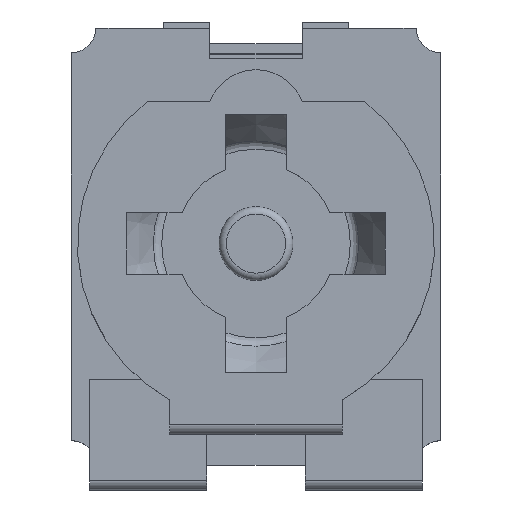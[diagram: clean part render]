
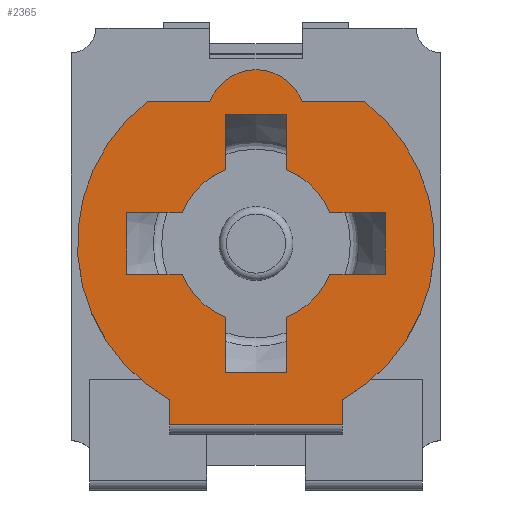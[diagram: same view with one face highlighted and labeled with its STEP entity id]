
A CAD part, top view. The second image highlights one B-rep face of the part: STEP entity #2365.
In plain terms, the highlighted planar face has unit normal (0, 0, 1).
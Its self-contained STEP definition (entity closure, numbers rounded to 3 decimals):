
#1981 = EDGE_CURVE('',#1982,#1984,#1986,.T.);
#1982 = VERTEX_POINT('',#1983);
#1983 = CARTESIAN_POINT('',(-0.6,-0.25,0.72));
#1984 = VERTEX_POINT('',#1985);
#1985 = CARTESIAN_POINT('',(-0.25,-0.6,0.72));
#1986 = CIRCLE('',#1987,0.65);
#1987 = AXIS2_PLACEMENT_3D('',#1988,#1989,#1990);
#1988 = CARTESIAN_POINT('',(0.,0.,0.72)
  );
#1989 = DIRECTION('',(0.,0.,1.));
#1990 = DIRECTION('',(1.,0.,0.));
#2013 = EDGE_CURVE('',#2014,#1984,#2016,.T.);
#2014 = VERTEX_POINT('',#2015);
#2015 = CARTESIAN_POINT('',(-0.25,-1.05,0.72));
#2016 = LINE('',#2017,#2018);
#2017 = CARTESIAN_POINT('',(-0.25,-1.05,0.72));
#2018 = VECTOR('',#2019,1.);
#2019 = DIRECTION('',(0.,1.,0.));
#2037 = EDGE_CURVE('',#2038,#2014,#2040,.T.);
#2038 = VERTEX_POINT('',#2039);
#2039 = CARTESIAN_POINT('',(0.25,-1.05,0.72));
#2040 = LINE('',#2041,#2042);
#2041 = CARTESIAN_POINT('',(0.25,-1.05,0.72));
#2042 = VECTOR('',#2043,1.);
#2043 = DIRECTION('',(-1.,0.,0.));
#2061 = EDGE_CURVE('',#2062,#2038,#2064,.T.);
#2062 = VERTEX_POINT('',#2063);
#2063 = CARTESIAN_POINT('',(0.25,-0.6,0.72));
#2064 = LINE('',#2065,#2066);
#2065 = CARTESIAN_POINT('',(0.25,-0.6,0.72));
#2066 = VECTOR('',#2067,1.);
#2067 = DIRECTION('',(0.,-1.,0.));
#2085 = EDGE_CURVE('',#2062,#2086,#2088,.T.);
#2086 = VERTEX_POINT('',#2087);
#2087 = CARTESIAN_POINT('',(0.6,-0.25,0.72));
#2088 = CIRCLE('',#2089,0.65);
#2089 = AXIS2_PLACEMENT_3D('',#2090,#2091,#2092);
#2090 = CARTESIAN_POINT('',(0.,0.,0.72)
  );
#2091 = DIRECTION('',(0.,0.,1.));
#2092 = DIRECTION('',(1.,0.,0.));
#2110 = EDGE_CURVE('',#2111,#2086,#2113,.T.);
#2111 = VERTEX_POINT('',#2112);
#2112 = CARTESIAN_POINT('',(1.05,-0.25,0.72));
#2113 = LINE('',#2114,#2115);
#2114 = CARTESIAN_POINT('',(1.05,-0.25,0.72));
#2115 = VECTOR('',#2116,1.);
#2116 = DIRECTION('',(-1.,0.,0.));
#2134 = EDGE_CURVE('',#2135,#2111,#2137,.T.);
#2135 = VERTEX_POINT('',#2136);
#2136 = CARTESIAN_POINT('',(1.05,0.25,0.72));
#2137 = LINE('',#2138,#2139);
#2138 = CARTESIAN_POINT('',(1.05,0.25,0.72));
#2139 = VECTOR('',#2140,1.);
#2140 = DIRECTION('',(0.,-1.,0.));
#2158 = EDGE_CURVE('',#2159,#2135,#2161,.T.);
#2159 = VERTEX_POINT('',#2160);
#2160 = CARTESIAN_POINT('',(0.6,0.25,0.72));
#2161 = LINE('',#2162,#2163);
#2162 = CARTESIAN_POINT('',(0.6,0.25,0.72));
#2163 = VECTOR('',#2164,1.);
#2164 = DIRECTION('',(1.,0.,0.));
#2182 = EDGE_CURVE('',#2159,#2183,#2185,.T.);
#2183 = VERTEX_POINT('',#2184);
#2184 = CARTESIAN_POINT('',(0.25,0.6,0.72));
#2185 = CIRCLE('',#2186,0.65);
#2186 = AXIS2_PLACEMENT_3D('',#2187,#2188,#2189);
#2187 = CARTESIAN_POINT('',(0.,0.,0.72)
  );
#2188 = DIRECTION('',(0.,0.,1.));
#2189 = DIRECTION('',(1.,0.,0.));
#2207 = EDGE_CURVE('',#2208,#2183,#2210,.T.);
#2208 = VERTEX_POINT('',#2209);
#2209 = CARTESIAN_POINT('',(0.25,1.05,0.72));
#2210 = LINE('',#2211,#2212);
#2211 = CARTESIAN_POINT('',(0.25,1.05,0.72));
#2212 = VECTOR('',#2213,1.);
#2213 = DIRECTION('',(0.,-1.,0.));
#2231 = EDGE_CURVE('',#2232,#2208,#2234,.T.);
#2232 = VERTEX_POINT('',#2233);
#2233 = CARTESIAN_POINT('',(-0.25,1.05,0.72));
#2234 = LINE('',#2235,#2236);
#2235 = CARTESIAN_POINT('',(-0.25,1.05,0.72));
#2236 = VECTOR('',#2237,1.);
#2237 = DIRECTION('',(1.,0.,0.));
#2255 = EDGE_CURVE('',#2256,#2232,#2258,.T.);
#2256 = VERTEX_POINT('',#2257);
#2257 = CARTESIAN_POINT('',(-0.25,0.6,0.72));
#2258 = LINE('',#2259,#2260);
#2259 = CARTESIAN_POINT('',(-0.25,0.6,0.72));
#2260 = VECTOR('',#2261,1.);
#2261 = DIRECTION('',(0.,1.,0.));
#2279 = EDGE_CURVE('',#2256,#2280,#2282,.T.);
#2280 = VERTEX_POINT('',#2281);
#2281 = CARTESIAN_POINT('',(-0.6,0.25,0.72));
#2282 = CIRCLE('',#2283,0.65);
#2283 = AXIS2_PLACEMENT_3D('',#2284,#2285,#2286);
#2284 = CARTESIAN_POINT('',(0.,0.,0.72)
  );
#2285 = DIRECTION('',(0.,0.,1.));
#2286 = DIRECTION('',(1.,0.,0.));
#2304 = EDGE_CURVE('',#2305,#2280,#2307,.T.);
#2305 = VERTEX_POINT('',#2306);
#2306 = CARTESIAN_POINT('',(-1.05,0.25,0.72));
#2307 = LINE('',#2308,#2309);
#2308 = CARTESIAN_POINT('',(-1.05,0.25,0.72));
#2309 = VECTOR('',#2310,1.);
#2310 = DIRECTION('',(1.,0.,0.));
#2328 = EDGE_CURVE('',#2329,#2305,#2331,.T.);
#2329 = VERTEX_POINT('',#2330);
#2330 = CARTESIAN_POINT('',(-1.05,-0.25,0.72));
#2331 = LINE('',#2332,#2333);
#2332 = CARTESIAN_POINT('',(-1.05,-0.25,0.72));
#2333 = VECTOR('',#2334,1.);
#2334 = DIRECTION('',(0.,1.,0.));
#2352 = EDGE_CURVE('',#1982,#2329,#2353,.T.);
#2353 = LINE('',#2354,#2355);
#2354 = CARTESIAN_POINT('',(-0.6,-0.25,0.72));
#2355 = VECTOR('',#2356,1.);
#2356 = DIRECTION('',(-1.,0.,0.));
#2365 = ADVANCED_FACE('',(#2366,#2435),#2453,.T.);
#2366 = FACE_BOUND('',#2367,.T.);
#2367 = EDGE_LOOP('',(#2368,#2378,#2386,#2394,#2403,#2411,#2420,#2428));
#2368 = ORIENTED_EDGE('',*,*,#2369,.F.);
#2369 = EDGE_CURVE('',#2370,#2372,#2374,.T.);
#2370 = VERTEX_POINT('',#2371);
#2371 = CARTESIAN_POINT('',(-0.7,-1.471,0.72));
#2372 = VERTEX_POINT('',#2373);
#2373 = CARTESIAN_POINT('',(-0.7,-1.27,0.72));
#2374 = LINE('',#2375,#2376);
#2375 = CARTESIAN_POINT('',(-0.7,-1.55,0.72));
#2376 = VECTOR('',#2377,1.);
#2377 = DIRECTION('',(0.,1.,0.));
#2378 = ORIENTED_EDGE('',*,*,#2379,.F.);
#2379 = EDGE_CURVE('',#2380,#2370,#2382,.T.);
#2380 = VERTEX_POINT('',#2381);
#2381 = CARTESIAN_POINT('',(0.7,-1.471,0.72));
#2382 = LINE('',#2383,#2384);
#2383 = CARTESIAN_POINT('',(0.7,-1.471,0.72));
#2384 = VECTOR('',#2385,1.);
#2385 = DIRECTION('',(-1.,0.,0.));
#2386 = ORIENTED_EDGE('',*,*,#2387,.F.);
#2387 = EDGE_CURVE('',#2388,#2380,#2390,.T.);
#2388 = VERTEX_POINT('',#2389);
#2389 = CARTESIAN_POINT('',(0.7,-1.27,0.72));
#2390 = LINE('',#2391,#2392);
#2391 = CARTESIAN_POINT('',(0.7,-1.27,0.72));
#2392 = VECTOR('',#2393,1.);
#2393 = DIRECTION('',(0.,-1.,0.));
#2394 = ORIENTED_EDGE('',*,*,#2395,.T.);
#2395 = EDGE_CURVE('',#2388,#2396,#2398,.T.);
#2396 = VERTEX_POINT('',#2397);
#2397 = CARTESIAN_POINT('',(0.883,1.15,0.72));
#2398 = CIRCLE('',#2399,1.45);
#2399 = AXIS2_PLACEMENT_3D('',#2400,#2401,#2402);
#2400 = CARTESIAN_POINT('',(0.,0.,0.72)
  );
#2401 = DIRECTION('',(0.,0.,1.));
#2402 = DIRECTION('',(1.,0.,0.));
#2403 = ORIENTED_EDGE('',*,*,#2404,.F.);
#2404 = EDGE_CURVE('',#2405,#2396,#2407,.T.);
#2405 = VERTEX_POINT('',#2406);
#2406 = CARTESIAN_POINT('',(0.375,1.15,0.72));
#2407 = LINE('',#2408,#2409);
#2408 = CARTESIAN_POINT('',(0.375,1.15,0.72));
#2409 = VECTOR('',#2410,1.);
#2410 = DIRECTION('',(1.,0.,0.));
#2411 = ORIENTED_EDGE('',*,*,#2412,.T.);
#2412 = EDGE_CURVE('',#2405,#2413,#2415,.T.);
#2413 = VERTEX_POINT('',#2414);
#2414 = CARTESIAN_POINT('',(-0.375,1.15,0.72));
#2415 = CIRCLE('',#2416,0.4);
#2416 = AXIS2_PLACEMENT_3D('',#2417,#2418,#2419);
#2417 = CARTESIAN_POINT('',(0.,1.011,0.72));
#2418 = DIRECTION('',(0.,0.,1.));
#2419 = DIRECTION('',(1.,0.,0.));
#2420 = ORIENTED_EDGE('',*,*,#2421,.F.);
#2421 = EDGE_CURVE('',#2422,#2413,#2424,.T.);
#2422 = VERTEX_POINT('',#2423);
#2423 = CARTESIAN_POINT('',(-0.883,1.15,0.72));
#2424 = LINE('',#2425,#2426);
#2425 = CARTESIAN_POINT('',(-0.883,1.15,0.72));
#2426 = VECTOR('',#2427,1.);
#2427 = DIRECTION('',(1.,0.,0.));
#2428 = ORIENTED_EDGE('',*,*,#2429,.T.);
#2429 = EDGE_CURVE('',#2422,#2372,#2430,.T.);
#2430 = CIRCLE('',#2431,1.45);
#2431 = AXIS2_PLACEMENT_3D('',#2432,#2433,#2434);
#2432 = CARTESIAN_POINT('',(0.,0.,0.72)
  );
#2433 = DIRECTION('',(0.,0.,1.));
#2434 = DIRECTION('',(1.,0.,0.));
#2435 = FACE_BOUND('',#2436,.T.);
#2436 = EDGE_LOOP('',(#2437,#2438,#2439,#2440,#2441,#2442,#2443,#2444,
    #2445,#2446,#2447,#2448,#2449,#2450,#2451,#2452));
#2437 = ORIENTED_EDGE('',*,*,#1981,.F.);
#2438 = ORIENTED_EDGE('',*,*,#2352,.T.);
#2439 = ORIENTED_EDGE('',*,*,#2328,.T.);
#2440 = ORIENTED_EDGE('',*,*,#2304,.T.);
#2441 = ORIENTED_EDGE('',*,*,#2279,.F.);
#2442 = ORIENTED_EDGE('',*,*,#2255,.T.);
#2443 = ORIENTED_EDGE('',*,*,#2231,.T.);
#2444 = ORIENTED_EDGE('',*,*,#2207,.T.);
#2445 = ORIENTED_EDGE('',*,*,#2182,.F.);
#2446 = ORIENTED_EDGE('',*,*,#2158,.T.);
#2447 = ORIENTED_EDGE('',*,*,#2134,.T.);
#2448 = ORIENTED_EDGE('',*,*,#2110,.T.);
#2449 = ORIENTED_EDGE('',*,*,#2085,.F.);
#2450 = ORIENTED_EDGE('',*,*,#2061,.T.);
#2451 = ORIENTED_EDGE('',*,*,#2037,.T.);
#2452 = ORIENTED_EDGE('',*,*,#2013,.T.);
#2453 = PLANE('',#2454);
#2454 = AXIS2_PLACEMENT_3D('',#2455,#2456,#2457);
#2455 = CARTESIAN_POINT('',(0.,-0.111,0.72));
#2456 = DIRECTION('',(0.,0.,1.));
#2457 = DIRECTION('',(1.,0.,0.));
